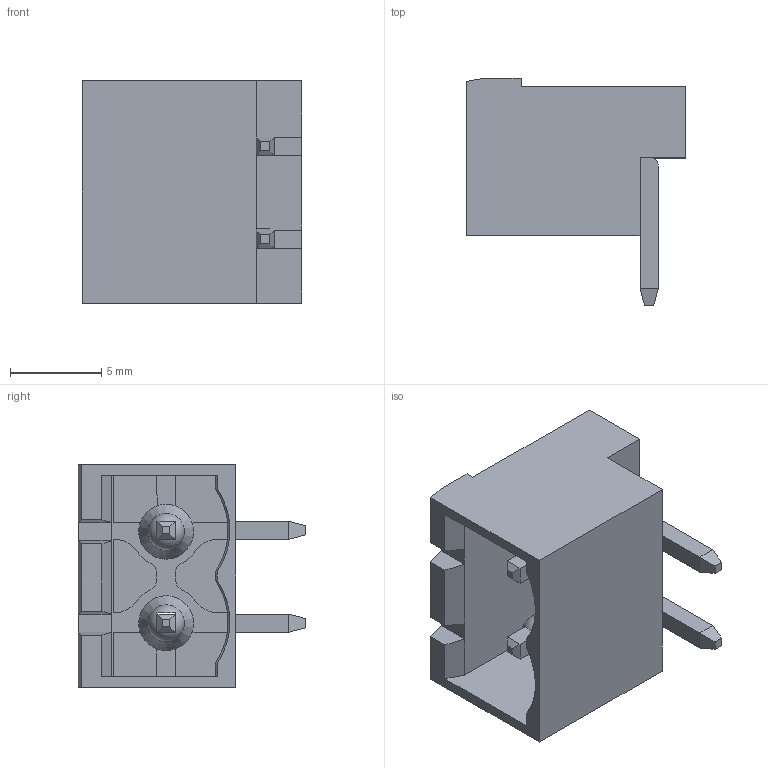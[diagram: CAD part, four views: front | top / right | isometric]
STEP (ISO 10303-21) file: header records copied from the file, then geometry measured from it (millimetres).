
FILE_DESCRIPTION(/* description */ ('STEP AP214'),/* implementation_level */ '2;1');
FILE_NAME(/* name */ '1757242.step',/* time_stamp */ '2025-08-07T14:31:44+02:00',/* author */ (''),/* organization */ (''),/* preprocessor_version */ 'ST-DEVELOPER v20.1',/* originating_system */ 'Autodesk Translation Framework v14.10.0.0',/* authorisation */ '');
FILE_SCHEMA (('AUTOMOTIVE_DESIGN { 1 0 10303 214 3 1 1 }'));
Length unit declared in the file: millimetre
Products named in the file (1): 1757242
Bounding box: 12 x 12.43 x 12.16 mm (x, y, z)
Volume: 581.1 mm3; surface area: 1184.6 mm2
Topology: 3 solids, 3 shells, 136 faces, 363 edges, 230 vertices
Faces by surface type: plane 105, cylinder 25, cone 4, sphere 2
Full cylindrical faces by diameter (mm): 2 x2
Entity records: 4376 total; most frequent: CARTESIAN_POINT 742, ORIENTED_EDGE 726, DIRECTION 715, EDGE_CURVE 363, LINE 277, VECTOR 277, VERTEX_POINT 230, AXIS2_PLACEMENT_3D 219
